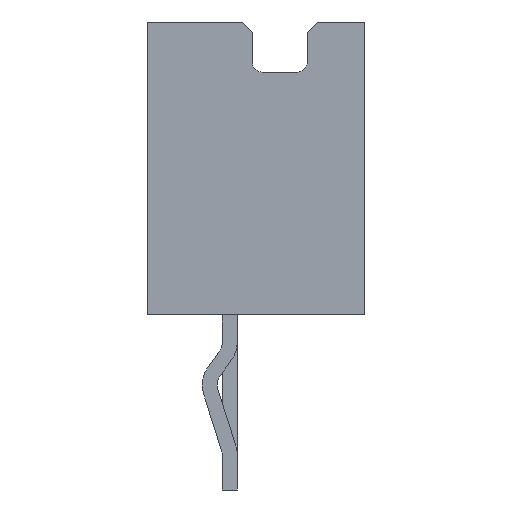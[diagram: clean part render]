
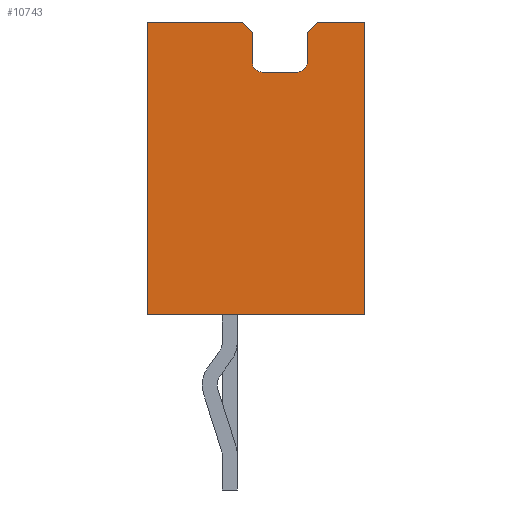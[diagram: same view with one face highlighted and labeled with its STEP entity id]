
A CAD part, left-side view. The second image highlights one B-rep face of the part: STEP entity #10743.
In plain terms, the highlighted planar face has unit normal (-1, 0, 0).
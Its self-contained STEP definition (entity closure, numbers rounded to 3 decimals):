
#217=DIRECTION('',(0.,-1.,0.));
#218=VECTOR('',#217,4.35);
#219=CARTESIAN_POINT('',(-15.,2.175,-2.925));
#220=LINE('',#219,#218);
#669=DIRECTION('',(0.,0.,1.));
#670=VECTOR('',#669,5.85);
#671=CARTESIAN_POINT('',(-15.,-2.175,-2.925));
#672=LINE('',#671,#670);
#765=DIRECTION('',(0.,-1.,0.));
#766=VECTOR('',#765,1.9);
#767=CARTESIAN_POINT('',(-15.,2.175,2.925));
#768=LINE('',#767,#766);
#821=DIRECTION('',(0.,-1.,0.));
#822=VECTOR('',#821,0.95);
#823=CARTESIAN_POINT('',(-15.,-1.225,2.925));
#824=LINE('',#823,#822);
#855=DIRECTION('',(0.,0.707,0.707));
#856=VECTOR('',#855,0.283);
#857=CARTESIAN_POINT('',(-15.,0.075,2.725));
#858=LINE('',#857,#856);
#859=DIRECTION('',(0.,0.,-1.));
#860=VECTOR('',#859,0.6);
#861=CARTESIAN_POINT('',(-15.,0.075,2.725));
#862=LINE('',#861,#860);
#863=CARTESIAN_POINT('',(-15.,-0.125,2.125));
#864=DIRECTION('',(1.,0.,0.));
#865=DIRECTION('',(0.,0.,-1.));
#866=AXIS2_PLACEMENT_3D('',#863,#864,#865);
#868=DIRECTION('',(0.,1.,0.));
#869=VECTOR('',#868,0.7);
#870=CARTESIAN_POINT('',(-15.,-0.825,1.925));
#871=LINE('',#870,#869);
#872=CARTESIAN_POINT('',(-15.,-0.825,2.125));
#873=DIRECTION('',(1.,0.,0.));
#874=DIRECTION('',(0.,-1.,0.));
#875=AXIS2_PLACEMENT_3D('',#872,#873,#874);
#877=DIRECTION('',(0.,0.,-1.));
#878=VECTOR('',#877,0.6);
#879=CARTESIAN_POINT('',(-15.,-1.025,2.725));
#880=LINE('',#879,#878);
#881=DIRECTION('',(0.,0.707,-0.707));
#882=VECTOR('',#881,0.283);
#883=CARTESIAN_POINT('',(-15.,-1.225,2.925));
#884=LINE('',#883,#882);
#885=DIRECTION('',(0.,0.,1.));
#886=VECTOR('',#885,5.85);
#887=CARTESIAN_POINT('',(-15.,2.175,-2.925));
#888=LINE('',#887,#886);
#7623=CARTESIAN_POINT('',(-15.,2.175,-2.925));
#7624=CARTESIAN_POINT('',(-15.,-2.175,-2.925));
#7625=VERTEX_POINT('',#7623);
#7626=VERTEX_POINT('',#7624);
#7627=CARTESIAN_POINT('',(-15.,-2.175,2.925));
#7629=VERTEX_POINT('',#7627);
#7632=CARTESIAN_POINT('',(-15.,2.175,2.925));
#7634=VERTEX_POINT('',#7632);
#7647=CARTESIAN_POINT('',(-15.,-1.025,2.125));
#7648=CARTESIAN_POINT('',(-15.,-0.825,1.925));
#7649=VERTEX_POINT('',#7647);
#7650=VERTEX_POINT('',#7648);
#7651=CARTESIAN_POINT('',(-15.,-0.125,1.925));
#7652=VERTEX_POINT('',#7651);
#7653=CARTESIAN_POINT('',(-15.,0.075,2.125));
#7654=VERTEX_POINT('',#7653);
#7885=CARTESIAN_POINT('',(-15.,0.075,2.725));
#7886=CARTESIAN_POINT('',(-15.,0.275,2.925));
#7887=VERTEX_POINT('',#7885);
#7888=VERTEX_POINT('',#7886);
#7953=CARTESIAN_POINT('',(-15.,-1.225,2.925));
#7954=CARTESIAN_POINT('',(-15.,-1.025,2.725));
#7955=VERTEX_POINT('',#7953);
#7956=VERTEX_POINT('',#7954);
#10718=CARTESIAN_POINT('',(-15.,2.175,-2.925));
#10719=DIRECTION('',(-1.,0.,0.));
#10720=DIRECTION('',(0.,-1.,0.));
#10721=AXIS2_PLACEMENT_3D('',#10718,#10719,#10720);
#10722=PLANE('',#10721);
#10723=ORIENTED_EDGE('',*,*,#10708,.F.);
#10725=ORIENTED_EDGE('',*,*,#10724,.T.);
#10727=ORIENTED_EDGE('',*,*,#10726,.F.);
#10729=ORIENTED_EDGE('',*,*,#10728,.F.);
#10731=ORIENTED_EDGE('',*,*,#10730,.F.);
#10733=ORIENTED_EDGE('',*,*,#10732,.F.);
#10735=ORIENTED_EDGE('',*,*,#10734,.F.);
#10736=ORIENTED_EDGE('',*,*,#10687,.T.);
#10737=ORIENTED_EDGE('',*,*,#10498,.F.);
#10738=ORIENTED_EDGE('',*,*,#10208,.F.);
#10739=ORIENTED_EDGE('',*,*,#10265,.T.);
#10740=ORIENTED_EDGE('',*,*,#10653,.T.);
#10741=EDGE_LOOP('',(#10723,#10725,#10727,#10729,#10731,#10733,#10735,#10736,
#10737,#10738,#10739,#10740));
#10742=FACE_OUTER_BOUND('',#10741,.F.);
#10743=ADVANCED_FACE('',(#10742),#10722,.T.);
#867=CIRCLE('',#866,0.2);
#876=CIRCLE('',#875,0.2);
#10208=EDGE_CURVE('',#7625,#7626,#220,.T.);
#10265=EDGE_CURVE('',#7625,#7634,#888,.T.);
#10498=EDGE_CURVE('',#7626,#7629,#672,.T.);
#10653=EDGE_CURVE('',#7634,#7888,#768,.T.);
#10687=EDGE_CURVE('',#7955,#7629,#824,.T.);
#10708=EDGE_CURVE('',#7887,#7888,#858,.T.);
#10724=EDGE_CURVE('',#7887,#7654,#862,.T.);
#10726=EDGE_CURVE('',#7652,#7654,#867,.T.);
#10728=EDGE_CURVE('',#7650,#7652,#871,.T.);
#10730=EDGE_CURVE('',#7649,#7650,#876,.T.);
#10732=EDGE_CURVE('',#7956,#7649,#880,.T.);
#10734=EDGE_CURVE('',#7955,#7956,#884,.T.);
